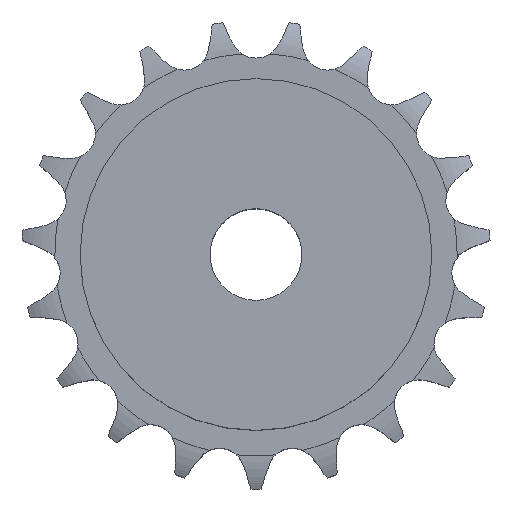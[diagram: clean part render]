
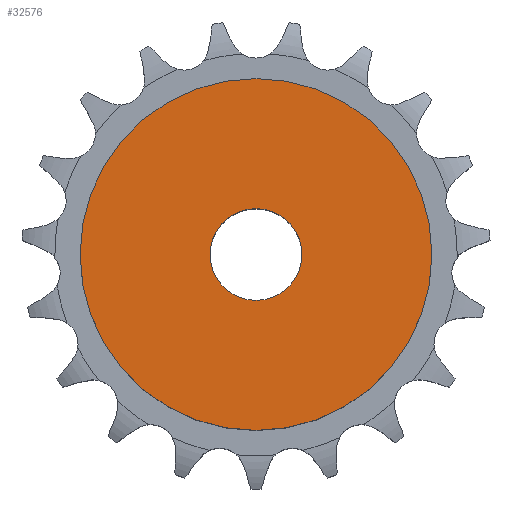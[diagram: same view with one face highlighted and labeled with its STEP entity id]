
A CAD part, top view. The second image highlights one B-rep face of the part: STEP entity #32576.
In plain terms, the highlighted planar face has unit normal (0, 0, 1).
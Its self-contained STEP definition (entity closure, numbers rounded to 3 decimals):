
#17396 = CYLINDRICAL_SURFACE('',#17397,6.);
#17397 = AXIS2_PLACEMENT_3D('',#17398,#17399,#17400);
#17398 = CARTESIAN_POINT('',(0.,0.,100.457));
#17399 = DIRECTION('',(0.,0.,1.));
#17400 = DIRECTION('',(1.,0.,0.));
#22293 = EDGE_CURVE('',#22294,#22294,#22296,.T.);
#22294 = VERTEX_POINT('',#22295);
#22295 = CARTESIAN_POINT('',(6.,0.,30.));
#22296 = SURFACE_CURVE('',#22297,(#22302,#22309),.PCURVE_S1.);
#22297 = CIRCLE('',#22298,6.);
#22298 = AXIS2_PLACEMENT_3D('',#22299,#22300,#22301);
#22299 = CARTESIAN_POINT('',(0.,0.,30.));
#22300 = DIRECTION('',(0.,0.,1.));
#22301 = DIRECTION('',(1.,0.,0.));
#22302 = PCURVE('',#17396,#22303);
#22303 = DEFINITIONAL_REPRESENTATION('',(#22304),#22308);
#22304 = LINE('',#22305,#22306);
#22305 = CARTESIAN_POINT('',(0.,-70.457));
#22306 = VECTOR('',#22307,1.);
#22307 = DIRECTION('',(1.,0.));
#22308 = ( GEOMETRIC_REPRESENTATION_CONTEXT(2) 
PARAMETRIC_REPRESENTATION_CONTEXT() REPRESENTATION_CONTEXT('2D SPACE',''
  ) );
#22309 = PCURVE('',#22310,#22315);
#22310 = PLANE('',#22311);
#22311 = AXIS2_PLACEMENT_3D('',#22312,#22313,#22314);
#22312 = CARTESIAN_POINT('',(0.,0.,30.)
  );
#22313 = DIRECTION('',(0.,0.,1.));
#22314 = DIRECTION('',(1.,0.,0.));
#22315 = DEFINITIONAL_REPRESENTATION('',(#22316),#22320);
#22316 = CIRCLE('',#22317,6.);
#22317 = AXIS2_PLACEMENT_2D('',#22318,#22319);
#22318 = CARTESIAN_POINT('',(0.,0.));
#22319 = DIRECTION('',(1.,0.));
#22320 = ( GEOMETRIC_REPRESENTATION_CONTEXT(2) 
PARAMETRIC_REPRESENTATION_CONTEXT() REPRESENTATION_CONTEXT('2D SPACE',''
  ) );
#32576 = ADVANCED_FACE('',(#32577,#32608),#22310,.T.);
#32577 = FACE_BOUND('',#32578,.T.);
#32578 = EDGE_LOOP('',(#32579));
#32579 = ORIENTED_EDGE('',*,*,#32580,.T.);
#32580 = EDGE_CURVE('',#32581,#32581,#32583,.T.);
#32581 = VERTEX_POINT('',#32582);
#32582 = CARTESIAN_POINT('',(23.,0.,30.));
#32583 = SURFACE_CURVE('',#32584,(#32589,#32596),.PCURVE_S1.);
#32584 = CIRCLE('',#32585,23.);
#32585 = AXIS2_PLACEMENT_3D('',#32586,#32587,#32588);
#32586 = CARTESIAN_POINT('',(0.,0.,30.));
#32587 = DIRECTION('',(0.,0.,1.));
#32588 = DIRECTION('',(1.,0.,0.));
#32589 = PCURVE('',#22310,#32590);
#32590 = DEFINITIONAL_REPRESENTATION('',(#32591),#32595);
#32591 = CIRCLE('',#32592,23.);
#32592 = AXIS2_PLACEMENT_2D('',#32593,#32594);
#32593 = CARTESIAN_POINT('',(0.,0.));
#32594 = DIRECTION('',(1.,0.));
#32595 = ( GEOMETRIC_REPRESENTATION_CONTEXT(2) 
PARAMETRIC_REPRESENTATION_CONTEXT() REPRESENTATION_CONTEXT('2D SPACE',''
  ) );
#32596 = PCURVE('',#32597,#32602);
#32597 = CYLINDRICAL_SURFACE('',#32598,23.);
#32598 = AXIS2_PLACEMENT_3D('',#32599,#32600,#32601);
#32599 = CARTESIAN_POINT('',(0.,0.,0.));
#32600 = DIRECTION('',(-0.,-0.,-1.));
#32601 = DIRECTION('',(1.,0.,0.));
#32602 = DEFINITIONAL_REPRESENTATION('',(#32603),#32607);
#32603 = LINE('',#32604,#32605);
#32604 = CARTESIAN_POINT('',(-0.,-30.));
#32605 = VECTOR('',#32606,1.);
#32606 = DIRECTION('',(-1.,0.));
#32607 = ( GEOMETRIC_REPRESENTATION_CONTEXT(2) 
PARAMETRIC_REPRESENTATION_CONTEXT() REPRESENTATION_CONTEXT('2D SPACE',''
  ) );
#32608 = FACE_BOUND('',#32609,.T.);
#32609 = EDGE_LOOP('',(#32610));
#32610 = ORIENTED_EDGE('',*,*,#22293,.F.);
